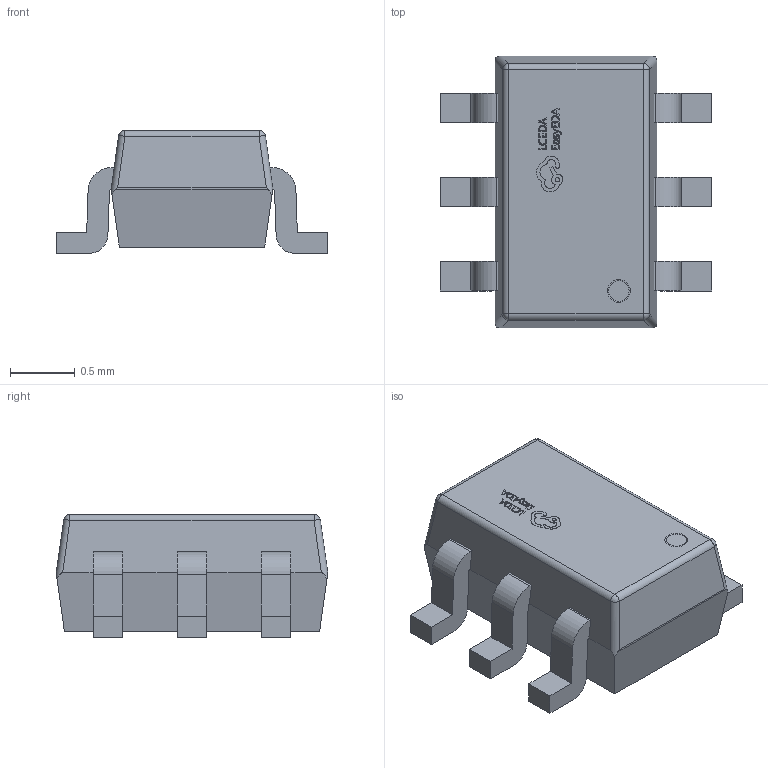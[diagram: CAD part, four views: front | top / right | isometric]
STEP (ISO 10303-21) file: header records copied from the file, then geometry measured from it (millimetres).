
FILE_DESCRIPTION (( 'STEP AP214' ), '1' );
FILE_NAME ('SC-70-6_L2.1-W1.3-P0.65-LS2.1-BR.step', '2022-07-09T14:45:22', ( '' ), ( '' ), 'SwSTEP 2.0', 'SolidWorks 2020', '' );
FILE_SCHEMA (( 'AUTOMOTIVE_DESIGN' ));
Length unit declared in the file: millimetre
Products named in the file (1): SC-70-6_L2.1-W1.3-P0.65-LS2.1-BR
Bounding box: 2.1 x 2.1 x 0.95 mm (x, y, z)
Volume: 2.4 mm3; surface area: 14.2 mm2
Topology: 1 solids, 1 shells, 376 faces, 1029 edges, 682 vertices
Faces by surface type: plane 230, bspline 112, cylinder 28, sphere 4, torus 2
Entity records: 17173 total; most frequent: CARTESIAN_POINT 4228, ORIENTED_EDGE 2058, DIRECTION 1373, EDGE_CURVE 1029, LINE 735, VECTOR 735, VERTEX_POINT 682, EDGE_LOOP 403
